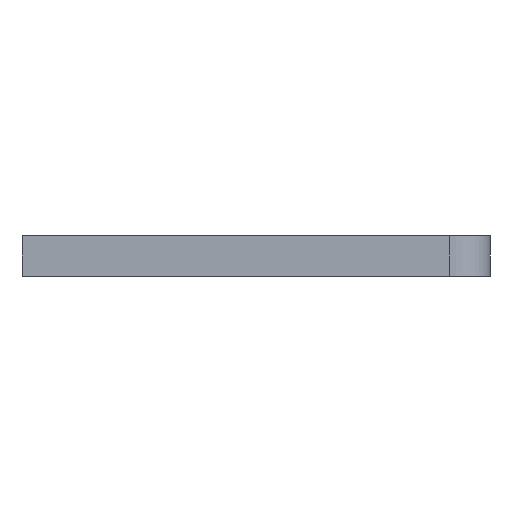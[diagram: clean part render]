
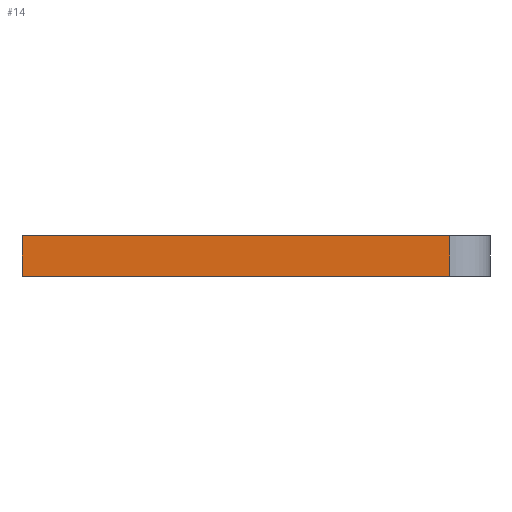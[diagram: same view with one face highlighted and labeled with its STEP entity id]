
A CAD part, left-side view. The second image highlights one B-rep face of the part: STEP entity #14.
In plain terms, the highlighted free-form (B-spline) face has degree [2, 1] with [3, 2] control points.
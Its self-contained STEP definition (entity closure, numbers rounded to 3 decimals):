
#14=ADVANCED_FACE('',(#24),#158,.T.);
#24=FACE_OUTER_BOUND('',#34,.T.);
#34=EDGE_LOOP('',(#44,#45,#46,#47));
#44=ORIENTED_EDGE('',*,*,#92,.T.);
#45=ORIENTED_EDGE('',*,*,#93,.T.);
#46=ORIENTED_EDGE('',*,*,#94,.F.);
#47=ORIENTED_EDGE('',*,*,#95,.F.);
#92=EDGE_CURVE('',#140,#141,#116,.T.);
#93=EDGE_CURVE('',#141,#142,#117,.T.);
#94=EDGE_CURVE('',#143,#142,#118,.T.);
#95=EDGE_CURVE('',#140,#143,#119,.T.);
#116=(
BOUNDED_CURVE()
B_SPLINE_CURVE(2,(#330,#331,#332),.UNSPECIFIED.,.F.,.F.)
B_SPLINE_CURVE_WITH_KNOTS((3,3),(-1126.47,-914.),
 .UNSPECIFIED.)
CURVE()
GEOMETRIC_REPRESENTATION_ITEM()
RATIONAL_B_SPLINE_CURVE((1.,1.,1.))
REPRESENTATION_ITEM('')
);
#117=(
BOUNDED_CURVE()
B_SPLINE_CURVE(1,(#333,#334),.UNSPECIFIED.,.F.,.F.)
B_SPLINE_CURVE_WITH_KNOTS((2,2),(0.,20.),.UNSPECIFIED.)
CURVE()
GEOMETRIC_REPRESENTATION_ITEM()
RATIONAL_B_SPLINE_CURVE((1.,1.))
REPRESENTATION_ITEM('')
);
#118=(
BOUNDED_CURVE()
B_SPLINE_CURVE(2,(#335,#336,#337),.UNSPECIFIED.,.F.,.F.)
B_SPLINE_CURVE_WITH_KNOTS((3,3),(-1126.47,-914.),
 .UNSPECIFIED.)
CURVE()
GEOMETRIC_REPRESENTATION_ITEM()
RATIONAL_B_SPLINE_CURVE((1.,1.,1.))
REPRESENTATION_ITEM('')
);
#119=(
BOUNDED_CURVE()
B_SPLINE_CURVE(1,(#338,#339),.UNSPECIFIED.,.F.,.F.)
B_SPLINE_CURVE_WITH_KNOTS((2,2),(0.,20.),.UNSPECIFIED.)
CURVE()
GEOMETRIC_REPRESENTATION_ITEM()
RATIONAL_B_SPLINE_CURVE((1.,1.))
REPRESENTATION_ITEM('')
);
#140=VERTEX_POINT('',#314);
#141=VERTEX_POINT('',#315);
#142=VERTEX_POINT('',#316);
#143=VERTEX_POINT('',#317);
#158=(
BOUNDED_SURFACE()
B_SPLINE_SURFACE(2,1,((#264,#265),(#266,#267),(#268,#269)),
 .UNSPECIFIED.,.F.,.F.,.F.)
B_SPLINE_SURFACE_WITH_KNOTS((3,3),(2,2),(-1126.47,-914.),
(0.,20.),.UNSPECIFIED.)
GEOMETRIC_REPRESENTATION_ITEM()
RATIONAL_B_SPLINE_SURFACE(((1.,1.),(1.,1.),(1.,1.)))
REPRESENTATION_ITEM('')
SURFACE()
);
#264=CARTESIAN_POINT('',(0.,232.47,0.));
#265=CARTESIAN_POINT('',(0.,232.47,20.));
#266=CARTESIAN_POINT('',(0.,126.235,0.));
#267=CARTESIAN_POINT('',(0.,126.235,20.));
#268=CARTESIAN_POINT('',(0.,20.,0.));
#269=CARTESIAN_POINT('',(0.,20.,20.));
#314=CARTESIAN_POINT('',(0.,232.47,0.));
#315=CARTESIAN_POINT('',(0.,20.,0.));
#316=CARTESIAN_POINT('',(0.,20.,20.));
#317=CARTESIAN_POINT('',(0.,232.47,20.));
#330=CARTESIAN_POINT('',(0.,232.47,0.));
#331=CARTESIAN_POINT('',(0.,126.235,0.));
#332=CARTESIAN_POINT('',(0.,20.,0.));
#333=CARTESIAN_POINT('',(0.,20.,0.));
#334=CARTESIAN_POINT('',(0.,20.,20.));
#335=CARTESIAN_POINT('',(0.,232.47,20.));
#336=CARTESIAN_POINT('',(0.,126.235,20.));
#337=CARTESIAN_POINT('',(0.,20.,20.));
#338=CARTESIAN_POINT('',(0.,232.47,0.));
#339=CARTESIAN_POINT('',(0.,232.47,20.));
